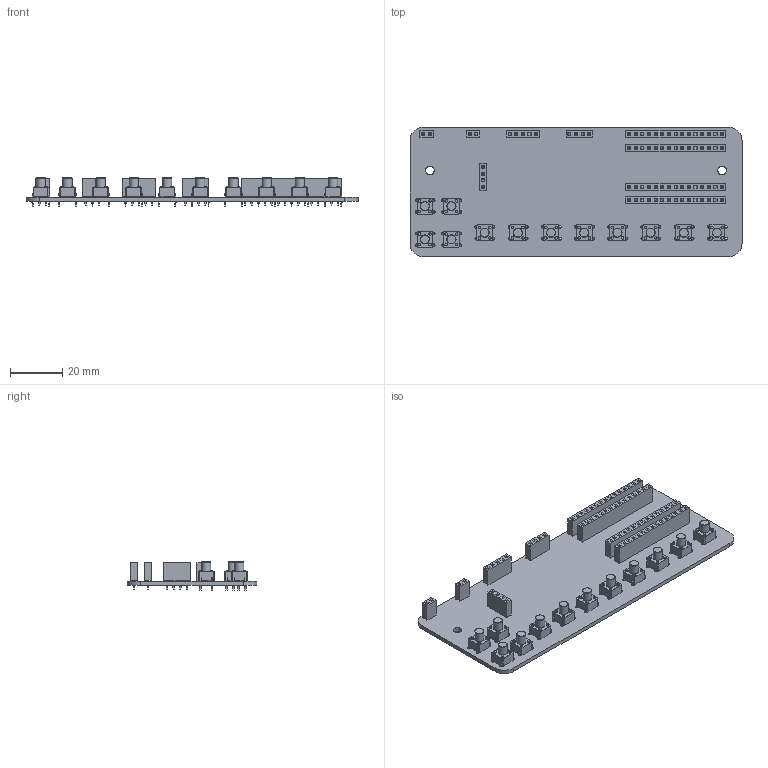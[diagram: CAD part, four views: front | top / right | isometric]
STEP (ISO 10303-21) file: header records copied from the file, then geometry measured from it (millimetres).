
FILE_DESCRIPTION(('KiCad electronic assembly'),'2;1');
FILE_NAME('sinT.step','2020-01-18T17:14:38',('An Author'),('A Company'), 'Open CASCADE STEP processor 6.9','KiCad to STEP converter','Unknown' );
FILE_SCHEMA(('AUTOMOTIVE_DESIGN { 1 0 10303 214 1 1 1 1 }'));
Length unit declared in the file: millimetre
Products named in the file (12): Open CASCADE STEP translator 6.9 1; PinSocket_1x15_P2.54mm_Vertical; SOLID; PinSocket_1x02_P2.54mm_Vertical; PinSocket_1x04_P2.54mm_Vertical; PinSocket_1x05_P2.54mm_Vertical; SW_PUSH_6mm_H7.3mm; COMPOUND
Assembly tree (27 placements, depth 3):
  Open CASCADE STEP translator 6.9 1
    PinSocket_1x15_P2.54mm_Vertical  x4
      SOLID
    PinSocket_1x02_P2.54mm_Vertical  x2
      SOLID
    PinSocket_1x04_P2.54mm_Vertical  x2
      SOLID
    PinSocket_1x05_P2.54mm_Vertical
      SOLID
    SW_PUSH_6mm_H7.3mm  x12
      SOLID
    COMPOUND
Bounding box: 127 x 49.53 x 10.8 mm (x, y, z)
Volume: 15164.9 mm3; surface area: 22058.8 mm2
Topology: 22 solids, 22 shells, 3874 faces, 10105 edges, 6566 vertices
Faces by surface type: plane 3239, cylinder 623, torus 12
Full cylindrical faces by diameter (mm): 0.8 x30, 1 x95, 1.1 x48, 3.2 x2, 3.5 x12
Entity records: 77753 total; most frequent: CARTESIAN_POINT 11765, DIRECTION 11113, LINE 7896, VECTOR 7896, ORIENTED_EDGE 5716, PCURVE 5716, DEFINITIONAL_REPRESENTATION 5716, EDGE_CURVE 2858
